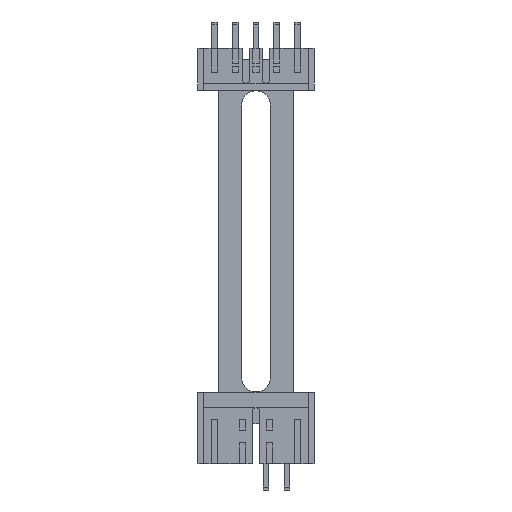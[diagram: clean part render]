
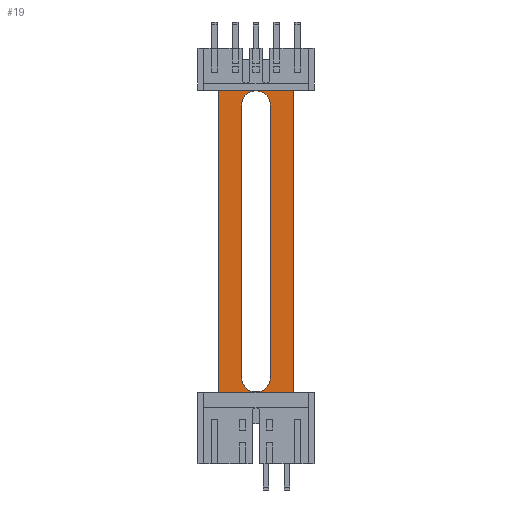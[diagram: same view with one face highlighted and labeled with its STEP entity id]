
A CAD part, front view. The second image highlights one B-rep face of the part: STEP entity #19.
In plain terms, the highlighted planar face has unit normal (0, -1, 0).
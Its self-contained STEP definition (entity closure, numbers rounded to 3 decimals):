
#12 = DIRECTION ( 'NONE',  ( 0., -1., 0. ) ) ;
#19 = ADVANCED_FACE ( 'NONE', ( #1857, #2778 ), #4177, .T. ) ;
#38 = EDGE_LOOP ( 'NONE', ( #679, #4520, #3793, #2925 ) ) ;
#90 = CARTESIAN_POINT ( 'NONE',  ( 7.785, 0., -5.7 ) ) ;
#177 = CARTESIAN_POINT ( 'NONE',  ( 7.785, 0., -7.6 ) ) ;
#224 = EDGE_CURVE ( 'NONE', #2630, #4454, #4952, .T. ) ;
#309 = VERTEX_POINT ( 'NONE', #1607 ) ;
#313 = CARTESIAN_POINT ( 'NONE',  ( 5.815, 0., 0. ) ) ;
#426 = CIRCLE ( 'NONE', #4624, 1.9 ) ;
#550 = EDGE_CURVE ( 'NONE', #810, #3026, #2859, .T. ) ;
#554 = ORIENTED_EDGE ( 'NONE', *, *, #3452, .F. ) ;
#616 = LINE ( 'NONE', #2397, #3589 ) ;
#679 = ORIENTED_EDGE ( 'NONE', *, *, #2588, .F. ) ;
#708 = VECTOR ( 'NONE', #5427, 1000. ) ;
#810 = VERTEX_POINT ( 'NONE', #3781 ) ;
#818 = VERTEX_POINT ( 'NONE', #1550 ) ;
#924 = VERTEX_POINT ( 'NONE', #3392 ) ;
#969 = VERTEX_POINT ( 'NONE', #4040 ) ;
#1068 = VERTEX_POINT ( 'NONE', #3222 ) ;
#1550 = CARTESIAN_POINT ( 'NONE',  ( 7.785, 0., -45.9 ) ) ;
#1593 = LINE ( 'NONE', #313, #5174 ) ;
#1607 = CARTESIAN_POINT ( 'NONE',  ( 9.685, 0., -7.6 ) ) ;
#1659 = LINE ( 'NONE', #1688, #2936 ) ;
#1688 = CARTESIAN_POINT ( 'NONE',  ( 2.75, 0., -46. ) ) ;
#1771 = ORIENTED_EDGE ( 'NONE', *, *, #224, .F. ) ;
#1777 = DIRECTION ( 'NONE',  ( 0., 0., -1. ) ) ;
#1857 = FACE_BOUND ( 'NONE', #1883, .T. ) ;
#1883 = EDGE_LOOP ( 'NONE', ( #2035, #3510, #4506, #1771, #3307, #4131, #554, #2829 ) ) ;
#1888 = DIRECTION ( 'NONE',  ( 0., -1., 0. ) ) ;
#1916 = CARTESIAN_POINT ( 'NONE',  ( 0.75, 0., -46. ) ) ;
#1939 = DIRECTION ( 'NONE',  ( 0., -1., 0. ) ) ;
#1950 = DIRECTION ( 'NONE',  ( 0., 0., -1. ) ) ;
#1989 = AXIS2_PLACEMENT_3D ( 'NONE', #5674, #5644, #2639 ) ;
#2035 = ORIENTED_EDGE ( 'NONE', *, *, #550, .F. ) ;
#2095 = DIRECTION ( 'NONE',  ( 0., 0., -1. ) ) ;
#2157 = CARTESIAN_POINT ( 'NONE',  ( 2.75, 0., -5.6 ) ) ;
#2219 = LINE ( 'NONE', #2688, #708 ) ;
#2372 = CARTESIAN_POINT ( 'NONE',  ( 7.785, 0., -44. ) ) ;
#2397 = CARTESIAN_POINT ( 'NONE',  ( 0.75, 0., -5.6 ) ) ;
#2588 = EDGE_CURVE ( 'NONE', #1068, #969, #2219, .T. ) ;
#2605 = CARTESIAN_POINT ( 'NONE',  ( 9.685, 0., -44. ) ) ;
#2630 = VERTEX_POINT ( 'NONE', #90 ) ;
#2639 = DIRECTION ( 'NONE',  ( 0., 0., -1. ) ) ;
#2664 = EDGE_CURVE ( 'NONE', #969, #924, #2828, .T. ) ;
#2668 = VECTOR ( 'NONE', #2861, 1000. ) ;
#2688 = CARTESIAN_POINT ( 'NONE',  ( 12.75, 0., -46. ) ) ;
#2709 = CARTESIAN_POINT ( 'NONE',  ( 7.715, 0., -45.9 ) ) ;
#2747 = DIRECTION ( 'NONE',  ( 0., 0., -1. ) ) ;
#2778 = FACE_OUTER_BOUND ( 'NONE', #38, .T. ) ;
#2828 = LINE ( 'NONE', #1916, #2668 ) ;
#2829 = ORIENTED_EDGE ( 'NONE', *, *, #4889, .F. ) ;
#2859 = CIRCLE ( 'NONE', #1989, 1.9 ) ;
#2861 = DIRECTION ( 'NONE',  ( -1., 0., 0. ) ) ;
#2925 = ORIENTED_EDGE ( 'NONE', *, *, #2664, .F. ) ;
#2936 = VECTOR ( 'NONE', #4383, 1000. ) ;
#3026 = VERTEX_POINT ( 'NONE', #2709 ) ;
#3121 = CIRCLE ( 'NONE', #4325, 1.9 ) ;
#3127 = VECTOR ( 'NONE', #4640, 1000. ) ;
#3131 = VERTEX_POINT ( 'NONE', #5610 ) ;
#3166 = EDGE_CURVE ( 'NONE', #4194, #309, #4298, .T. ) ;
#3222 = CARTESIAN_POINT ( 'NONE',  ( 12.75, 0., -5.6 ) ) ;
#3242 = CARTESIAN_POINT ( 'NONE',  ( 7.715, 0., -7.6 ) ) ;
#3268 = DIRECTION ( 'NONE',  ( 0., 0., -1. ) ) ;
#3307 = ORIENTED_EDGE ( 'NONE', *, *, #4480, .F. ) ;
#3329 = DIRECTION ( 'NONE',  ( 1., 0., 0. ) ) ;
#3343 = DIRECTION ( 'NONE',  ( 0., 0., 1. ) ) ;
#3392 = CARTESIAN_POINT ( 'NONE',  ( 2.75, 0., -46. ) ) ;
#3452 = EDGE_CURVE ( 'NONE', #818, #4194, #5694, .T. ) ;
#3510 = ORIENTED_EDGE ( 'NONE', *, *, #4663, .F. ) ;
#3589 = VECTOR ( 'NONE', #3329, 1000. ) ;
#3681 = LINE ( 'NONE', #4521, #3127 ) ;
#3715 = CARTESIAN_POINT ( 'NONE',  ( 0., 0., 0. ) ) ;
#3781 = CARTESIAN_POINT ( 'NONE',  ( 5.815, 0., -44. ) ) ;
#3793 = ORIENTED_EDGE ( 'NONE', *, *, #4224, .F. ) ;
#3996 = VECTOR ( 'NONE', #4982, 1000. ) ;
#4040 = CARTESIAN_POINT ( 'NONE',  ( 12.75, 0., -46. ) ) ;
#4052 = CARTESIAN_POINT ( 'NONE',  ( 0., 0., -5.7 ) ) ;
#4131 = ORIENTED_EDGE ( 'NONE', *, *, #3166, .F. ) ;
#4177 = PLANE ( 'NONE',  #5382 ) ;
#4194 = VERTEX_POINT ( 'NONE', #2605 ) ;
#4224 = EDGE_CURVE ( 'NONE', #924, #4815, #1659, .T. ) ;
#4298 = LINE ( 'NONE', #5096, #5555 ) ;
#4325 = AXIS2_PLACEMENT_3D ( 'NONE', #177, #4561, #1950 ) ;
#4383 = DIRECTION ( 'NONE',  ( 0., 0., 1. ) ) ;
#4454 = VERTEX_POINT ( 'NONE', #4967 ) ;
#4480 = EDGE_CURVE ( 'NONE', #309, #2630, #3121, .T. ) ;
#4506 = ORIENTED_EDGE ( 'NONE', *, *, #5300, .F. ) ;
#4520 = ORIENTED_EDGE ( 'NONE', *, *, #4608, .F. ) ;
#4521 = CARTESIAN_POINT ( 'NONE',  ( 0., 0., -45.9 ) ) ;
#4561 = DIRECTION ( 'NONE',  ( 0., -1., 0. ) ) ;
#4608 = EDGE_CURVE ( 'NONE', #4815, #1068, #616, .T. ) ;
#4624 = AXIS2_PLACEMENT_3D ( 'NONE', #3242, #1939, #3268 ) ;
#4640 = DIRECTION ( 'NONE',  ( 1., 0., 0. ) ) ;
#4663 = EDGE_CURVE ( 'NONE', #3131, #810, #1593, .T. ) ;
#4815 = VERTEX_POINT ( 'NONE', #2157 ) ;
#4889 = EDGE_CURVE ( 'NONE', #3026, #818, #3681, .T. ) ;
#4950 = AXIS2_PLACEMENT_3D ( 'NONE', #2372, #12, #1777 ) ;
#4952 = LINE ( 'NONE', #4052, #3996 ) ;
#4967 = CARTESIAN_POINT ( 'NONE',  ( 7.715, 0., -5.7 ) ) ;
#4982 = DIRECTION ( 'NONE',  ( -1., 0., 0. ) ) ;
#5096 = CARTESIAN_POINT ( 'NONE',  ( 9.685, 0., 0. ) ) ;
#5174 = VECTOR ( 'NONE', #2095, 1000. ) ;
#5300 = EDGE_CURVE ( 'NONE', #4454, #3131, #426, .T. ) ;
#5382 = AXIS2_PLACEMENT_3D ( 'NONE', #3715, #1888, #2747 ) ;
#5427 = DIRECTION ( 'NONE',  ( 0., 0., -1. ) ) ;
#5555 = VECTOR ( 'NONE', #3343, 1000. ) ;
#5610 = CARTESIAN_POINT ( 'NONE',  ( 5.815, 0., -7.6 ) ) ;
#5644 = DIRECTION ( 'NONE',  ( 0., -1., 0. ) ) ;
#5674 = CARTESIAN_POINT ( 'NONE',  ( 7.715, 0., -44. ) ) ;
#5694 = CIRCLE ( 'NONE', #4950, 1.9 ) ;
